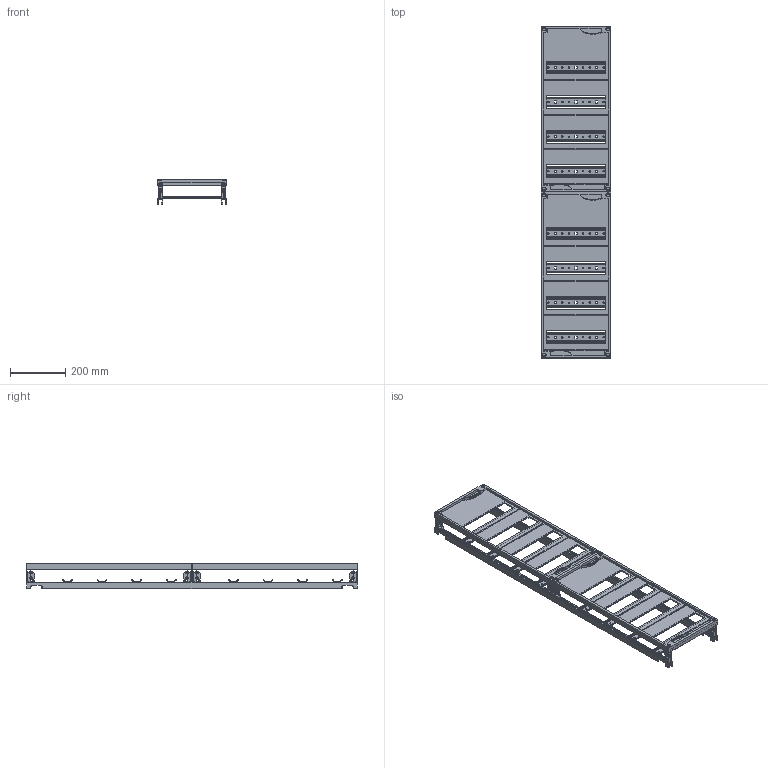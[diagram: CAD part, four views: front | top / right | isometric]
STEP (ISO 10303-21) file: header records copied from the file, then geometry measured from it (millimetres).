
FILE_DESCRIPTION(('STEP AP214'),'1');
FILE_NAME('cctmp_A31F3E1B-17C8-445C-A282-9212AE415526_2023_07_22_14_36_44_0849..stp','2023-07-22T12:36:49',('SIEMENS A&D'),('CADClick - www.CADClick.com'),'Spatial InterOp 3D postprocessed',' ','unknown authorization');
FILE_SCHEMA(('AUTOMOTIVE_DESIGN'));
Length unit declared in the file: millimetre
Products named in the file (45): cc_unnamed; 2023_07_22_14_36_44_0706; 2023_07_22_14_36_44_0702; 2023_07_22_14_36_44_0698; 2023_07_22_14_36_44_0694; 2023_07_22_14_36_44_0690; 2023_07_22_14_36_44_0686; 2023_07_22_14_36_44_0682; 2023_07_22_14_36_44_0678; 2023_07_22_14_36_44_0674; 2023_07_22_14_36_44_0670; 2023_07_22_14_36_44_0666; 2023_07_22_14_36_44_0662; 2023_07_22_14_36_44_0658; 2023_07_22_14_36_44_0654; 2023_07_22_14_36_44_0650; 2023_07_22_14_36_44_0646; 2023_07_22_14_36_44_0642; 2023_07_22_14_36_44_0638; 2023_07_22_14_36_44_0634; 2023_07_22_14_36_44_0630; 2023_07_22_14_36_44_0626; 2023_07_22_14_36_44_0622; 2023_07_22_14_36_44_0618; 2023_07_22_14_36_44_0614; 2023_07_22_14_36_44_0610; 2023_07_22_14_36_44_0606; 2023_07_22_14_36_44_0602; 2023_07_22_14_36_44_0598; 2023_07_22_14_36_44_0594; 2023_07_22_14_36_44_0590; 2023_07_22_14_36_44_0586; 2023_07_22_14_36_44_0582; 2023_07_22_14_36_44_0578; 2023_07_22_14_36_44_0574; 2023_07_22_14_36_44_0570; 2023_07_22_14_36_44_0566; 2023_07_22_14_36_44_0562; 2023_07_22_14_36_44_0558; 2023_07_22_14_36_44_0554 ...
Assembly tree (44 placements, depth 2):
  cc_unnamed
    2023_07_22_14_36_44_0706
    2023_07_22_14_36_44_0702
    2023_07_22_14_36_44_0698
    2023_07_22_14_36_44_0694
    2023_07_22_14_36_44_0690
    2023_07_22_14_36_44_0686
    2023_07_22_14_36_44_0682
    2023_07_22_14_36_44_0678
    2023_07_22_14_36_44_0674
    2023_07_22_14_36_44_0670
    2023_07_22_14_36_44_0666
    2023_07_22_14_36_44_0662
    2023_07_22_14_36_44_0658
    2023_07_22_14_36_44_0654
    2023_07_22_14_36_44_0650
    2023_07_22_14_36_44_0646
    2023_07_22_14_36_44_0642
    2023_07_22_14_36_44_0638
    2023_07_22_14_36_44_0634
    2023_07_22_14_36_44_0630
    2023_07_22_14_36_44_0626
    2023_07_22_14_36_44_0622
    2023_07_22_14_36_44_0618
    2023_07_22_14_36_44_0614
    2023_07_22_14_36_44_0610
    2023_07_22_14_36_44_0606
    2023_07_22_14_36_44_0602
    2023_07_22_14_36_44_0598
    2023_07_22_14_36_44_0594
    2023_07_22_14_36_44_0590
    2023_07_22_14_36_44_0586
    2023_07_22_14_36_44_0582
    2023_07_22_14_36_44_0578
    2023_07_22_14_36_44_0574
    2023_07_22_14_36_44_0570
    2023_07_22_14_36_44_0566
    2023_07_22_14_36_44_0562
    2023_07_22_14_36_44_0558
    2023_07_22_14_36_44_0554
    2023_07_22_14_36_44_0550
    2023_07_22_14_36_44_0546
    2023_07_22_14_36_44_0542
    2023_07_22_14_36_44_0538
    2023_07_22_14_36_44_0534
Bounding box: 250 x 1200 x 92.8 mm (x, y, z)
Volume: 1279155.2 mm3; surface area: 1215582.9 mm2
Topology: 44 solids, 44 shells, 4358 faces, 12286 edges, 8060 vertices
Faces by surface type: plane 2634, cylinder 1644, sphere 32, torus 32, cone 16
Entity records: 158377 total; most frequent: CARTESIAN_POINT 26359, DIRECTION 25004, ORIENTED_EDGE 24636, EDGE_CURVE 12318, AXIS2_PLACEMENT_3D 8441, LINE 8122, VECTOR 8122, VERTEX_POINT 8092
